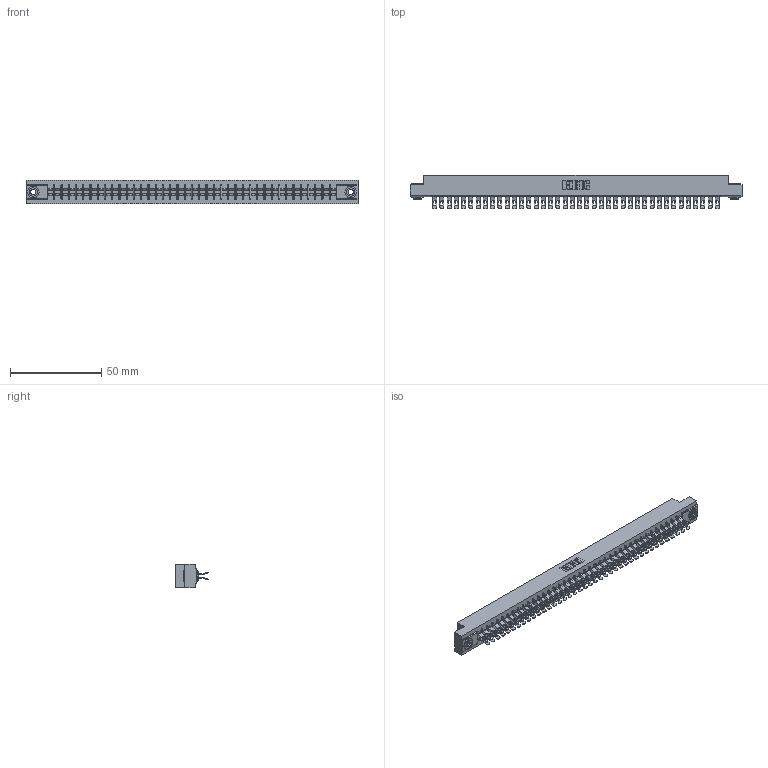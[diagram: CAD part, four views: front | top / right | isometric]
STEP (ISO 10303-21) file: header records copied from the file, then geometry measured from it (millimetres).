
FILE_DESCRIPTION (( 'STEP AP203' ), '1' );
FILE_NAME ('305-080-555-503.STEP', '2019-09-10T10:14:29', ( '' ), ( '' ), 'SwSTEP 2.0', 'SolidWorks 2016', '' );
FILE_SCHEMA (( 'CONFIG_CONTROL_DESIGN' ));
Length unit declared in the file: inch
Products named in the file (4): 305-080-555-503; 345-250-002_345-250-002-102; 305 Part_.156 Dia; 305-290-001_555
Assembly tree (83 placements, depth 2):
  305-080-555-503
    305 Part_.156 Dia
    305-290-001_555  x80
    345-250-002_345-250-002-102  x2
Bounding box: 181.51 x 18.41 x 12.7 mm (x, y, z)
Volume: 18608.5 mm3; surface area: 26270.2 mm2
Topology: 83 solids, 83 shells, 5448 faces, 16228 edges, 10600 vertices
Faces by surface type: plane 2652, cylinder 2628, sphere 160, cone 8
Entity records: 45242 total; most frequent: CARTESIAN_POINT 7485, ORIENTED_EDGE 7412, DIRECTION 7252, EDGE_CURVE 3706, LINE 2966, VECTOR 2966, VERTEX_POINT 2360, AXIS2_PLACEMENT_3D 2143
